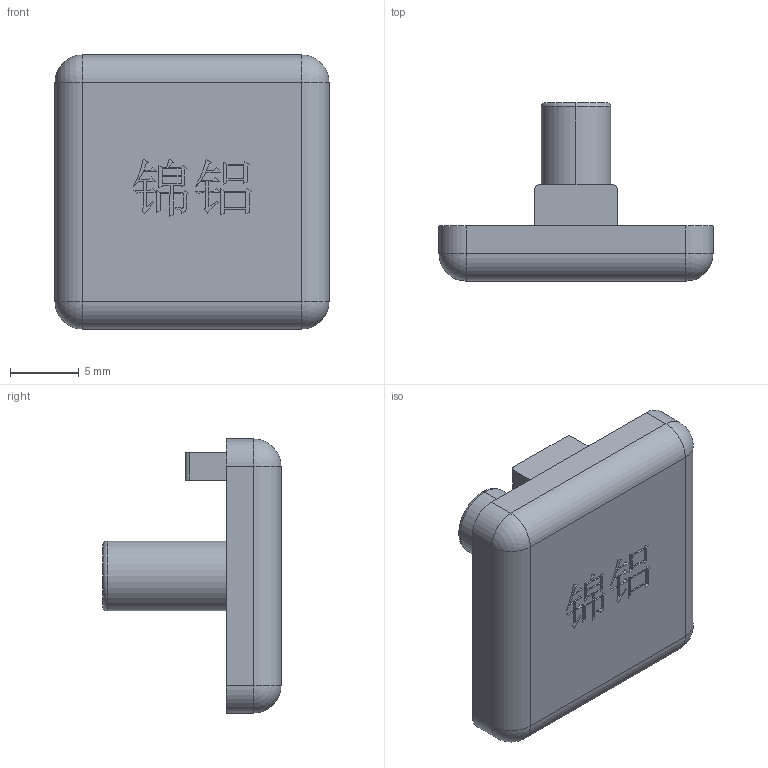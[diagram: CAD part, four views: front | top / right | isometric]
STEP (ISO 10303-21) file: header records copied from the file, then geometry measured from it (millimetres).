
FILE_DESCRIPTION (( 'STEP AP203' ), '1' );
FILE_NAME ('韁梓2020傷裔.STEP', '2019-07-31T05:19:45', ( 'User' ), ( 'China' ), 'SwSTEP 2.0', 'SolidWorks 2015', '' );
FILE_SCHEMA (( 'CONFIG_CONTROL_DESIGN' ));
Length unit declared in the file: millimetre
Products named in the file (1): 韁梓2020傷裔
Bounding box: 20 x 13 x 20 mm (x, y, z)
Volume: 1562.7 mm3; surface area: 1340.3 mm2
Topology: 1 solids, 1 shells, 188 faces, 515 edges, 336 vertices
Faces by surface type: plane 142, bspline 28, cylinder 12, sphere 4, torus 2
Entity records: 6800 total; most frequent: CARTESIAN_POINT 2144, ORIENTED_EDGE 1022, DIRECTION 805, EDGE_CURVE 511, LINE 427, VECTOR 427, VERTEX_POINT 336, EDGE_LOOP 199
